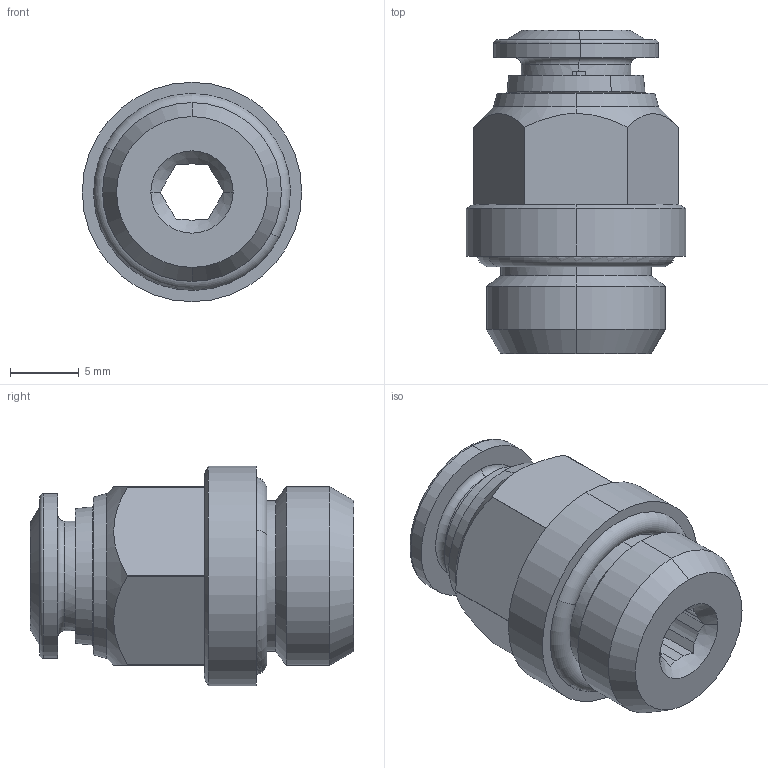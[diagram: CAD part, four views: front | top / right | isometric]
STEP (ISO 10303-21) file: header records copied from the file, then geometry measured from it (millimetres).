
FILE_DESCRIPTION (( 'STEP AP214' ), '1' );
FILE_NAME ('7002000004A.STEP', '2024-10-22T12:38:53', ( '' ), ( '' ), 'SwSTEP 2.0', 'SolidWorks 2020', '' );
FILE_SCHEMA (( 'AUTOMOTIVE_DESIGN' ));
Length unit declared in the file: millimetre
Products named in the file (1): 7002000004A
Bounding box: 16 x 23.6 x 16 mm (x, y, z)
Volume: 2530.8 mm3; surface area: 1844.7 mm2
Topology: 1 solids, 1 shells, 91 faces, 225 edges, 142 vertices
Faces by surface type: plane 38, cylinder 25, cone 22, torus 6
Entity records: 3796 total; most frequent: CARTESIAN_POINT 615, DIRECTION 479, ORIENTED_EDGE 450, EDGE_CURVE 225, AXIS2_PLACEMENT_3D 194, VERTEX_POINT 142, CIRCLE 102, EDGE_LOOP 99
